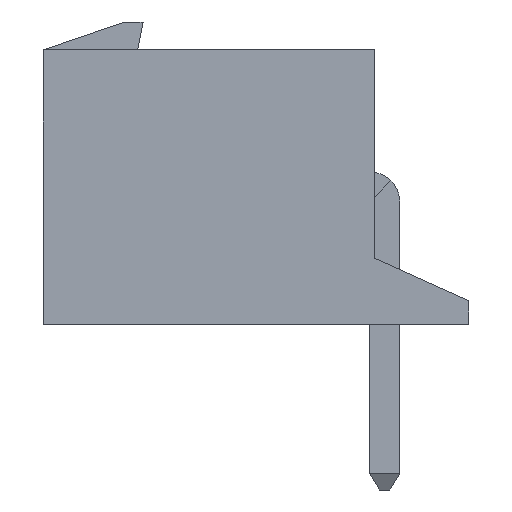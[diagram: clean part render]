
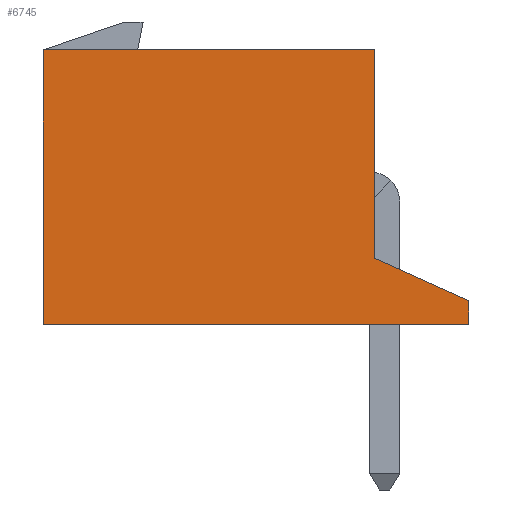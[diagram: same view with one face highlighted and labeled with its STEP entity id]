
A CAD part, left-side view. The second image highlights one B-rep face of the part: STEP entity #6745.
In plain terms, the highlighted planar face has unit normal (-1, 0, 0).
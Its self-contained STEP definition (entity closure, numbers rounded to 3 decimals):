
#177 = CARTESIAN_POINT ( 'NONE',  ( -7.45, -2., -2.4 ) ) ;
#278 = CARTESIAN_POINT ( 'NONE',  ( -7.45, 7., 2.9 ) ) ;
#554 = LINE ( 'NONE', #2980, #2034 ) ;
#664 = CARTESIAN_POINT ( 'NONE',  ( -7.45, -2., -2.4 ) ) ;
#751 = DIRECTION ( 'NONE',  ( 0., 1., 0. ) ) ;
#755 = VECTOR ( 'NONE', #3663, 1000. ) ;
#843 = LINE ( 'NONE', #7059, #5770 ) ;
#996 = EDGE_CURVE ( 'NONE', #5486, #2741, #554, .T. ) ;
#1191 = EDGE_CURVE ( 'NONE', #3286, #1898, #1220, .T. ) ;
#1220 = LINE ( 'NONE', #1710, #755 ) ;
#1413 = ORIENTED_EDGE ( 'NONE', *, *, #3783, .T. ) ;
#1575 = VECTOR ( 'NONE', #1901, 1000. ) ;
#1614 = CARTESIAN_POINT ( 'NONE',  ( -7.45, 0., 2.9 ) ) ;
#1664 = CARTESIAN_POINT ( 'NONE',  ( -7.45, 0., -2.9 ) ) ;
#1710 = CARTESIAN_POINT ( 'NONE',  ( -7.45, -2., -2.9 ) ) ;
#1898 = VERTEX_POINT ( 'NONE', #664 ) ;
#1901 = DIRECTION ( 'NONE',  ( 0., 1., 0. ) ) ;
#2034 = VECTOR ( 'NONE', #5428, 1000. ) ;
#2037 = LINE ( 'NONE', #3295, #6273 ) ;
#2156 = EDGE_CURVE ( 'NONE', #1898, #4184, #7515, .T. ) ;
#2331 = DIRECTION ( 'NONE',  ( 0., 0., 1. ) ) ;
#2548 = EDGE_CURVE ( 'NONE', #3286, #5486, #2037, .T. ) ;
#2741 = VERTEX_POINT ( 'NONE', #278 ) ;
#2780 = ORIENTED_EDGE ( 'NONE', *, *, #2548, .F. ) ;
#2887 = DIRECTION ( 'NONE',  ( -1., 0., 0. ) ) ;
#2980 = CARTESIAN_POINT ( 'NONE',  ( -7.45, 7., 0. ) ) ;
#3076 = LINE ( 'NONE', #6033, #1575 ) ;
#3286 = VERTEX_POINT ( 'NONE', #7770 ) ;
#3295 = CARTESIAN_POINT ( 'NONE',  ( -7.45, 0., -2.9 ) ) ;
#3307 = DIRECTION ( 'NONE',  ( 0., 0., 1. ) ) ;
#3325 = FACE_OUTER_BOUND ( 'NONE', #6989, .T. ) ;
#3663 = DIRECTION ( 'NONE',  ( 0., 0., 1. ) ) ;
#3783 = EDGE_CURVE ( 'NONE', #4184, #7019, #843, .T. ) ;
#4184 = VERTEX_POINT ( 'NONE', #5229 ) ;
#4555 = PLANE ( 'NONE',  #5353 ) ;
#4597 = EDGE_CURVE ( 'NONE', #7019, #2741, #3076, .T. ) ;
#4921 = ORIENTED_EDGE ( 'NONE', *, *, #1191, .T. ) ;
#4976 = CARTESIAN_POINT ( 'NONE',  ( -7.45, 7., -2.9 ) ) ;
#5223 = VECTOR ( 'NONE', #7358, 1000. ) ;
#5229 = CARTESIAN_POINT ( 'NONE',  ( -7.45, 0., -1.5 ) ) ;
#5353 = AXIS2_PLACEMENT_3D ( 'NONE', #1664, #2887, #2331 ) ;
#5428 = DIRECTION ( 'NONE',  ( 0., 0., 1. ) ) ;
#5486 = VERTEX_POINT ( 'NONE', #4976 ) ;
#5770 = VECTOR ( 'NONE', #3307, 1000. ) ;
#6025 = ORIENTED_EDGE ( 'NONE', *, *, #996, .F. ) ;
#6033 = CARTESIAN_POINT ( 'NONE',  ( -7.45, 0., 2.9 ) ) ;
#6273 = VECTOR ( 'NONE', #751, 1000. ) ;
#6737 = ORIENTED_EDGE ( 'NONE', *, *, #4597, .T. ) ;
#6745 = ADVANCED_FACE ( 'NONE', ( #3325 ), #4555, .T. ) ;
#6989 = EDGE_LOOP ( 'NONE', ( #7780, #1413, #6737, #6025, #2780, #4921 ) ) ;
#7019 = VERTEX_POINT ( 'NONE', #1614 ) ;
#7059 = CARTESIAN_POINT ( 'NONE',  ( -7.45, 0., -2.9 ) ) ;
#7358 = DIRECTION ( 'NONE',  ( 0., 0.912, 0.41 ) ) ;
#7515 = LINE ( 'NONE', #177, #5223 ) ;
#7770 = CARTESIAN_POINT ( 'NONE',  ( -7.45, -2., -2.9 ) ) ;
#7780 = ORIENTED_EDGE ( 'NONE', *, *, #2156, .T. ) ;
